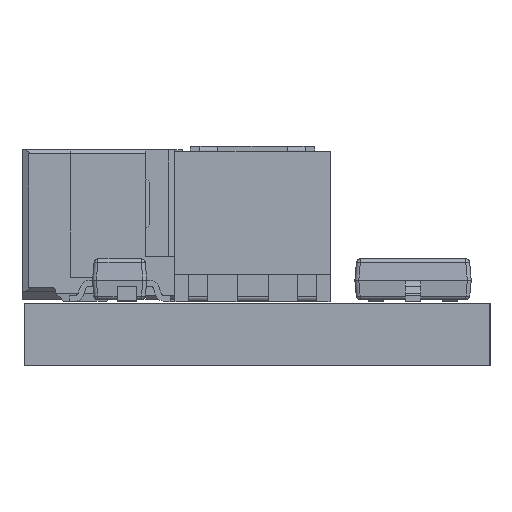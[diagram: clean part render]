
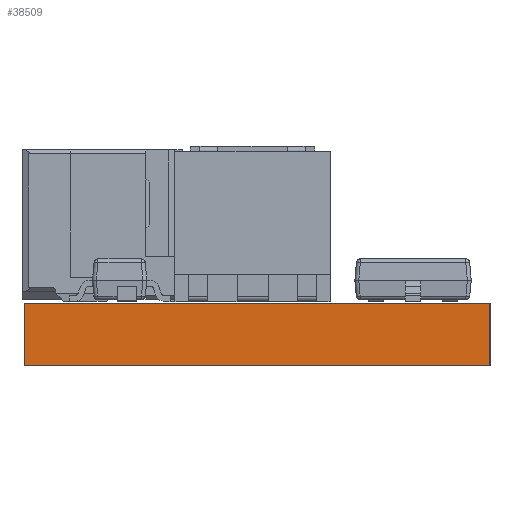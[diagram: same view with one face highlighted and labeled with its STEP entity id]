
A CAD part, left-side view. The second image highlights one B-rep face of the part: STEP entity #38509.
In plain terms, the highlighted planar face has unit normal (-1, 0, 0).
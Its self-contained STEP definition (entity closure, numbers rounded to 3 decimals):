
#38328 = PLANE('',#38329);
#38329 = AXIS2_PLACEMENT_3D('',#38330,#38331,#38332);
#38330 = CARTESIAN_POINT('',(124.16,-94.385,0.));
#38331 = DIRECTION('',(0.,-1.,0.));
#38332 = DIRECTION('',(-1.,0.,0.));
#38353 = VERTEX_POINT('',#38354);
#38354 = CARTESIAN_POINT('',(102.085,-94.385,1.6));
#38368 = PLANE('',#38369);
#38369 = AXIS2_PLACEMENT_3D('',#38370,#38371,#38372);
#38370 = CARTESIAN_POINT('',(113.123,-88.385,1.6));
#38371 = DIRECTION('',(-0.,-0.,-1.));
#38372 = DIRECTION('',(-1.,0.,0.));
#38380 = EDGE_CURVE('',#38381,#38353,#38383,.T.);
#38381 = VERTEX_POINT('',#38382);
#38382 = CARTESIAN_POINT('',(102.085,-94.385,0.));
#38383 = SURFACE_CURVE('',#38384,(#38388,#38395),.PCURVE_S1.);
#38384 = LINE('',#38385,#38386);
#38385 = CARTESIAN_POINT('',(102.085,-94.385,0.));
#38386 = VECTOR('',#38387,1.);
#38387 = DIRECTION('',(0.,0.,1.));
#38388 = PCURVE('',#38328,#38389);
#38389 = DEFINITIONAL_REPRESENTATION('',(#38390),#38394);
#38390 = LINE('',#38391,#38392);
#38391 = CARTESIAN_POINT('',(22.075,0.));
#38392 = VECTOR('',#38393,1.);
#38393 = DIRECTION('',(0.,-1.));
#38394 = ( GEOMETRIC_REPRESENTATION_CONTEXT(2) 
PARAMETRIC_REPRESENTATION_CONTEXT() REPRESENTATION_CONTEXT('2D SPACE',''
  ) );
#38395 = PCURVE('',#38396,#38401);
#38396 = PLANE('',#38397);
#38397 = AXIS2_PLACEMENT_3D('',#38398,#38399,#38400);
#38398 = CARTESIAN_POINT('',(102.085,-94.385,0.));
#38399 = DIRECTION('',(-1.,0.,0.));
#38400 = DIRECTION('',(0.,1.,0.));
#38401 = DEFINITIONAL_REPRESENTATION('',(#38402),#38406);
#38402 = LINE('',#38403,#38404);
#38403 = CARTESIAN_POINT('',(0.,0.));
#38404 = VECTOR('',#38405,1.);
#38405 = DIRECTION('',(0.,-1.));
#38406 = ( GEOMETRIC_REPRESENTATION_CONTEXT(2) 
PARAMETRIC_REPRESENTATION_CONTEXT() REPRESENTATION_CONTEXT('2D SPACE',''
  ) );
#38422 = PLANE('',#38423);
#38423 = AXIS2_PLACEMENT_3D('',#38424,#38425,#38426);
#38424 = CARTESIAN_POINT('',(113.123,-88.385,0.));
#38425 = DIRECTION('',(-0.,-0.,-1.));
#38426 = DIRECTION('',(-1.,0.,0.));
#38455 = PLANE('',#38456);
#38456 = AXIS2_PLACEMENT_3D('',#38457,#38458,#38459);
#38457 = CARTESIAN_POINT('',(102.085,-82.385,0.));
#38458 = DIRECTION('',(0.,1.,0.));
#38459 = DIRECTION('',(1.,0.,0.));
#38509 = ADVANCED_FACE('',(#38510),#38396,.T.);
#38510 = FACE_BOUND('',#38511,.T.);
#38511 = EDGE_LOOP('',(#38512,#38513,#38536,#38559));
#38512 = ORIENTED_EDGE('',*,*,#38380,.T.);
#38513 = ORIENTED_EDGE('',*,*,#38514,.T.);
#38514 = EDGE_CURVE('',#38353,#38515,#38517,.T.);
#38515 = VERTEX_POINT('',#38516);
#38516 = CARTESIAN_POINT('',(102.085,-82.385,1.6));
#38517 = SURFACE_CURVE('',#38518,(#38522,#38529),.PCURVE_S1.);
#38518 = LINE('',#38519,#38520);
#38519 = CARTESIAN_POINT('',(102.085,-94.385,1.6));
#38520 = VECTOR('',#38521,1.);
#38521 = DIRECTION('',(0.,1.,0.));
#38522 = PCURVE('',#38396,#38523);
#38523 = DEFINITIONAL_REPRESENTATION('',(#38524),#38528);
#38524 = LINE('',#38525,#38526);
#38525 = CARTESIAN_POINT('',(0.,-1.6));
#38526 = VECTOR('',#38527,1.);
#38527 = DIRECTION('',(1.,0.));
#38528 = ( GEOMETRIC_REPRESENTATION_CONTEXT(2) 
PARAMETRIC_REPRESENTATION_CONTEXT() REPRESENTATION_CONTEXT('2D SPACE',''
  ) );
#38529 = PCURVE('',#38368,#38530);
#38530 = DEFINITIONAL_REPRESENTATION('',(#38531),#38535);
#38531 = LINE('',#38532,#38533);
#38532 = CARTESIAN_POINT('',(11.038,-6.));
#38533 = VECTOR('',#38534,1.);
#38534 = DIRECTION('',(0.,1.));
#38535 = ( GEOMETRIC_REPRESENTATION_CONTEXT(2) 
PARAMETRIC_REPRESENTATION_CONTEXT() REPRESENTATION_CONTEXT('2D SPACE',''
  ) );
#38536 = ORIENTED_EDGE('',*,*,#38537,.F.);
#38537 = EDGE_CURVE('',#38538,#38515,#38540,.T.);
#38538 = VERTEX_POINT('',#38539);
#38539 = CARTESIAN_POINT('',(102.085,-82.385,0.));
#38540 = SURFACE_CURVE('',#38541,(#38545,#38552),.PCURVE_S1.);
#38541 = LINE('',#38542,#38543);
#38542 = CARTESIAN_POINT('',(102.085,-82.385,0.));
#38543 = VECTOR('',#38544,1.);
#38544 = DIRECTION('',(0.,0.,1.));
#38545 = PCURVE('',#38396,#38546);
#38546 = DEFINITIONAL_REPRESENTATION('',(#38547),#38551);
#38547 = LINE('',#38548,#38549);
#38548 = CARTESIAN_POINT('',(12.,0.));
#38549 = VECTOR('',#38550,1.);
#38550 = DIRECTION('',(0.,-1.));
#38551 = ( GEOMETRIC_REPRESENTATION_CONTEXT(2) 
PARAMETRIC_REPRESENTATION_CONTEXT() REPRESENTATION_CONTEXT('2D SPACE',''
  ) );
#38552 = PCURVE('',#38455,#38553);
#38553 = DEFINITIONAL_REPRESENTATION('',(#38554),#38558);
#38554 = LINE('',#38555,#38556);
#38555 = CARTESIAN_POINT('',(0.,0.));
#38556 = VECTOR('',#38557,1.);
#38557 = DIRECTION('',(0.,-1.));
#38558 = ( GEOMETRIC_REPRESENTATION_CONTEXT(2) 
PARAMETRIC_REPRESENTATION_CONTEXT() REPRESENTATION_CONTEXT('2D SPACE',''
  ) );
#38559 = ORIENTED_EDGE('',*,*,#38560,.F.);
#38560 = EDGE_CURVE('',#38381,#38538,#38561,.T.);
#38561 = SURFACE_CURVE('',#38562,(#38566,#38573),.PCURVE_S1.);
#38562 = LINE('',#38563,#38564);
#38563 = CARTESIAN_POINT('',(102.085,-94.385,0.));
#38564 = VECTOR('',#38565,1.);
#38565 = DIRECTION('',(0.,1.,0.));
#38566 = PCURVE('',#38396,#38567);
#38567 = DEFINITIONAL_REPRESENTATION('',(#38568),#38572);
#38568 = LINE('',#38569,#38570);
#38569 = CARTESIAN_POINT('',(0.,0.));
#38570 = VECTOR('',#38571,1.);
#38571 = DIRECTION('',(1.,0.));
#38572 = ( GEOMETRIC_REPRESENTATION_CONTEXT(2) 
PARAMETRIC_REPRESENTATION_CONTEXT() REPRESENTATION_CONTEXT('2D SPACE',''
  ) );
#38573 = PCURVE('',#38422,#38574);
#38574 = DEFINITIONAL_REPRESENTATION('',(#38575),#38579);
#38575 = LINE('',#38576,#38577);
#38576 = CARTESIAN_POINT('',(11.038,-6.));
#38577 = VECTOR('',#38578,1.);
#38578 = DIRECTION('',(0.,1.));
#38579 = ( GEOMETRIC_REPRESENTATION_CONTEXT(2) 
PARAMETRIC_REPRESENTATION_CONTEXT() REPRESENTATION_CONTEXT('2D SPACE',''
  ) );
